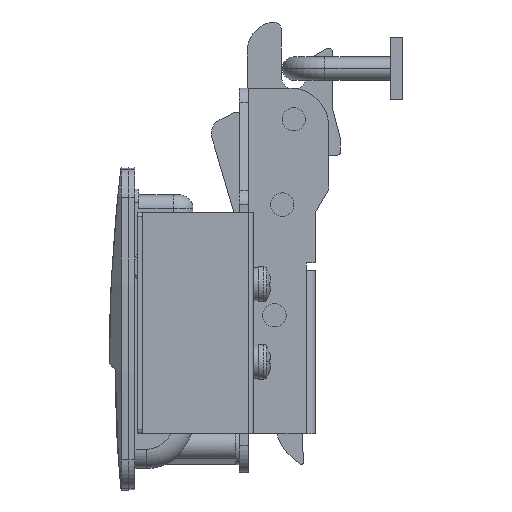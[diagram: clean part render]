
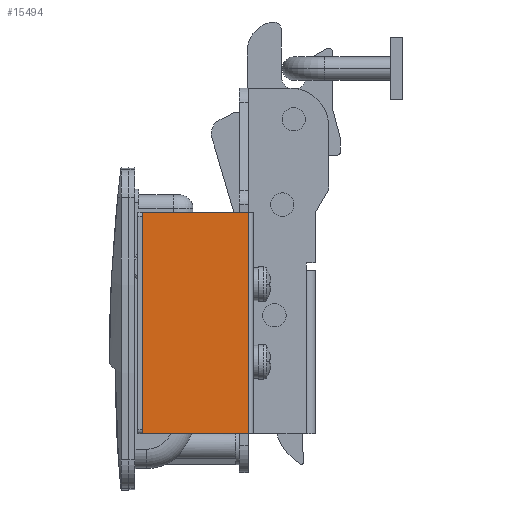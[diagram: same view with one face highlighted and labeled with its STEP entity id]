
A CAD part, left-side view. The second image highlights one B-rep face of the part: STEP entity #15494.
In plain terms, the highlighted face is planar.
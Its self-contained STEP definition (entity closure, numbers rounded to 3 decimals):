
#329 = ORIENTED_EDGE ( 'NONE', *, *, #2356, .F. ) ;
#776 = EDGE_CURVE ( 'NONE', #22655, #9035, #10679, .T. ) ;
#1363 = VECTOR ( 'NONE', #2455, 1000. ) ;
#2356 = EDGE_CURVE ( 'NONE', #9035, #4871, #17032, .T. ) ;
#2378 = AXIS2_PLACEMENT_3D ( 'NONE', #20235, #24102, #3600 ) ;
#2455 = DIRECTION ( 'NONE',  ( 0., 0., -1. ) ) ;
#2865 = EDGE_CURVE ( 'NONE', #22655, #3499, #8276, .T. ) ;
#3499 = VERTEX_POINT ( 'NONE', #20556 ) ;
#3600 = DIRECTION ( 'NONE',  ( 0., 0., -1. ) ) ;
#3896 = VECTOR ( 'NONE', #9708, 1000. ) ;
#4350 = CARTESIAN_POINT ( 'NONE',  ( 18.2, 1.2, 28.5 ) ) ;
#4871 = VERTEX_POINT ( 'NONE', #12914 ) ;
#5303 = CARTESIAN_POINT ( 'NONE',  ( 18.2, 0., -28.5 ) ) ;
#5380 = DIRECTION ( 'NONE',  ( 0., -1., 0. ) ) ;
#6357 = ORIENTED_EDGE ( 'NONE', *, *, #2865, .T. ) ;
#6542 = VECTOR ( 'NONE', #13042, 1000. ) ;
#8276 = LINE ( 'NONE', #16787, #6542 ) ;
#8592 = CARTESIAN_POINT ( 'NONE',  ( 18.2, 28.5, 28.5 ) ) ;
#9035 = VERTEX_POINT ( 'NONE', #18661 ) ;
#9342 = ORIENTED_EDGE ( 'NONE', *, *, #776, .F. ) ;
#9708 = DIRECTION ( 'NONE',  ( 0., 0., -1. ) ) ;
#9970 = ORIENTED_EDGE ( 'NONE', *, *, #17969, .T. ) ;
#10679 = LINE ( 'NONE', #17043, #1363 ) ;
#12914 = CARTESIAN_POINT ( 'NONE',  ( 18.2, 1.2, -28.5 ) ) ;
#13042 = DIRECTION ( 'NONE',  ( 0., -1., 0. ) ) ;
#15494 = ADVANCED_FACE ( 'NONE', ( #22161 ), #20390, .T. ) ;
#15877 = VECTOR ( 'NONE', #5380, 1000. ) ;
#16495 = EDGE_LOOP ( 'NONE', ( #6357, #9970, #329, #9342 ) ) ;
#16787 = CARTESIAN_POINT ( 'NONE',  ( 18.2, 0., 28.5 ) ) ;
#17032 = LINE ( 'NONE', #5303, #15877 ) ;
#17043 = CARTESIAN_POINT ( 'NONE',  ( 18.2, 28.5, 28.5 ) ) ;
#17969 = EDGE_CURVE ( 'NONE', #3499, #4871, #20524, .T. ) ;
#18661 = CARTESIAN_POINT ( 'NONE',  ( 18.2, 28.5, -28.5 ) ) ;
#20235 = CARTESIAN_POINT ( 'NONE',  ( 18.2, 0., 28.5 ) ) ;
#20390 = PLANE ( 'NONE',  #2378 ) ;
#20524 = LINE ( 'NONE', #4350, #3896 ) ;
#20556 = CARTESIAN_POINT ( 'NONE',  ( 18.2, 1.2, 28.5 ) ) ;
#22161 = FACE_OUTER_BOUND ( 'NONE', #16495, .T. ) ;
#22655 = VERTEX_POINT ( 'NONE', #8592 ) ;
#24102 = DIRECTION ( 'NONE',  ( 1., 0., 0. ) ) ;
